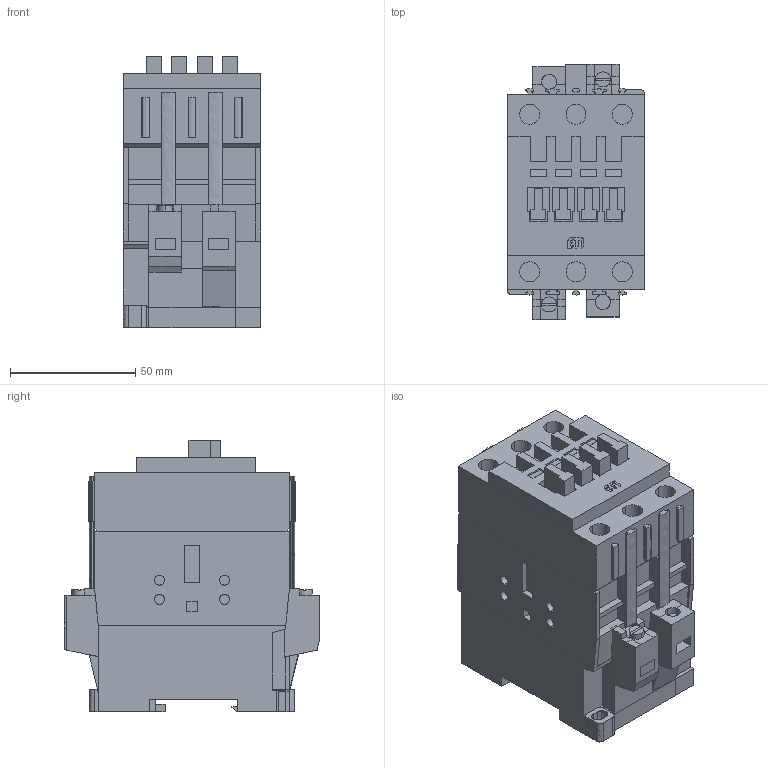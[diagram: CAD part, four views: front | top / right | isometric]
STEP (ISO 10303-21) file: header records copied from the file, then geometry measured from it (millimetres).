
FILE_DESCRIPTION(/* description */ (''),/* implementation_level */ '2;1');
FILE_NAME(/* name */ 'CES 40',/* time_stamp */ '2017-09-22T10:36:28+03:00',/* author */ (''),/* organization */ (''),/* preprocessor_version */ 'ST-DEVELOPER v15',/* originating_system */ '',/* authorisation */ '');
FILE_SCHEMA (('AUTOMOTIVE_DESIGN'));
Length unit declared in the file: millimetre
Products named in the file (1): Document
Bounding box: 55 x 102 x 108.7 mm (x, y, z)
Volume: 407693 mm3; surface area: 54008.4 mm2
Topology: 4 solids, 4 shells, 750 faces, 2020 edges, 1306 vertices
Faces by surface type: plane 615, bspline 135
Entity records: 21020 total; most frequent: CARTESIAN_POINT 8026, ORIENTED_EDGE 4038, EDGE_CURVE 2019, B_SPLINE_CURVE_WITH_KNOTS 1362, VERTEX_POINT 1305, EDGE_LOOP 798, ADVANCED_FACE 750, FACE_OUTER_BOUND 750
